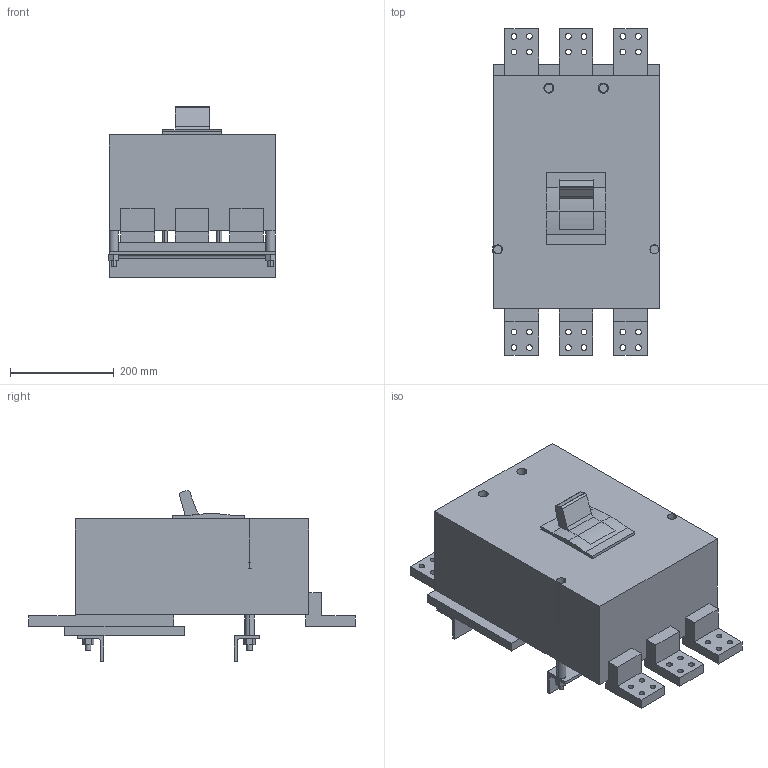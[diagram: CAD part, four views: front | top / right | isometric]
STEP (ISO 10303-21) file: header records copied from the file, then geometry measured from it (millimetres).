
FILE_DESCRIPTION(('CoCreate Modeling STEP Export'),'2;1');
FILE_NAME('ＸＳ２０００ＮＥ３Ｆ.stp','2016-03-31T13:31:23',(''),(''),'CoCreate Modeling STEP processor for AP214 (Solid Model)','CoCreate Modeling 17.0 01-Apr-2010 (C) Parametric Technology GmbH','');
FILE_SCHEMA(('AUTOMOTIVE_DESIGN { 1 0 10303 214 1 1 1 1 }'));
Length unit declared in the file: millimetre
Products named in the file (10): p5.2; p3.1; p2; p4.1; p4.2; p3; p1; p4.3; p4; ＸＳ２０００ＮＥ３Ｆ
Assembly tree (12 placements, depth 2):
  ＸＳ２０００ＮＥ３Ｆ
    p5.2  x4
    p4
    p4.3
    p1
    p3
    p4.2
    p4.1
    p2
    p3.1
Bounding box: 320.53 x 630 x 329.83 mm (x, y, z)
Volume: 30172898.3 mm3; surface area: 1106622.4 mm2
Topology: 12 solids, 12 shells, 250 faces, 645 edges, 428 vertices
Faces by surface type: plane 136, cylinder 114
Entity records: 7632 total; most frequent: ORIENTED_EDGE 1218, CARTESIAN_POINT 1093, DIRECTION 987, EDGE_CURVE 609, VERTEX_POINT 404, VECTOR 391, LINE 391, EDGE_LOOP 311
